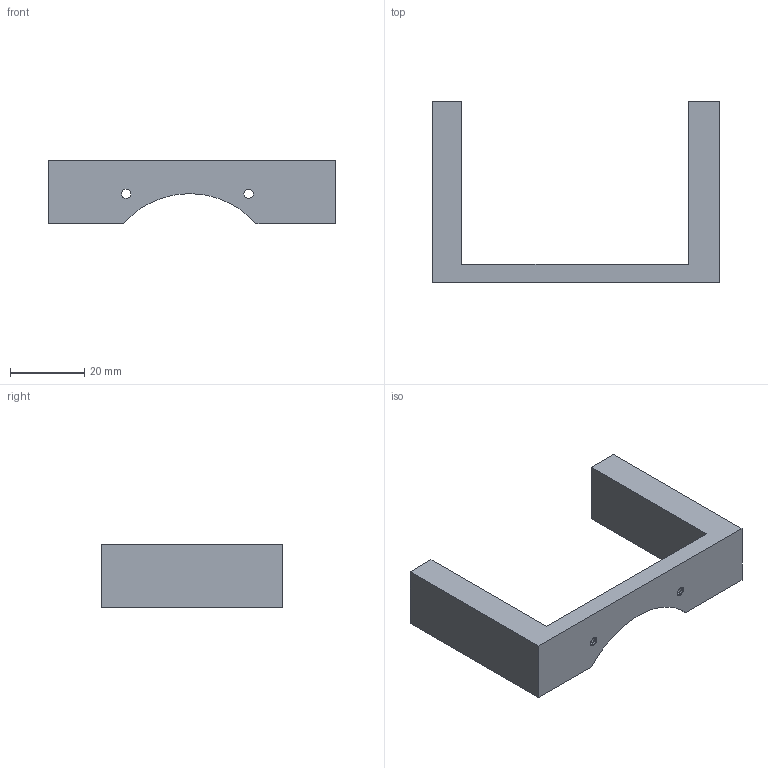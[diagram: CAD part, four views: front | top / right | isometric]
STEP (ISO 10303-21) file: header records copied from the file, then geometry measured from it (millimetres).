
FILE_DESCRIPTION(/* description */ (''),/* implementation_level */ '2;1');
FILE_NAME(/* name */ 'Kobra Go Print Head Base v1.step',/* time_stamp */ '2023-01-26T17:14:16-05:00',/* author */ (''),/* organization */ (''),/* preprocessor_version */ 'ST-DEVELOPER v19.2',/* originating_system */ 'Autodesk Translation Framework v11.17.0.187',/* authorisation */ '');
FILE_SCHEMA (('AUTOMOTIVE_DESIGN { 1 0 10303 214 3 1 1 }'));
Length unit declared in the file: millimetre
Products named in the file (1): Kobra Go Print Head Base
Bounding box: 77.5 x 49 x 17 mm (x, y, z)
Volume: 17843.5 mm3; surface area: 7788.6 mm2
Topology: 1 solids, 1 shells, 134 faces, 390 edges, 260 vertices
Faces by surface type: plane 134
Entity records: 4364 total; most frequent: CARTESIAN_POINT 785, ORIENTED_EDGE 780, DIRECTION 660, LINE 390, VECTOR 390, EDGE_CURVE 390, VERTEX_POINT 260, EDGE_LOOP 140
